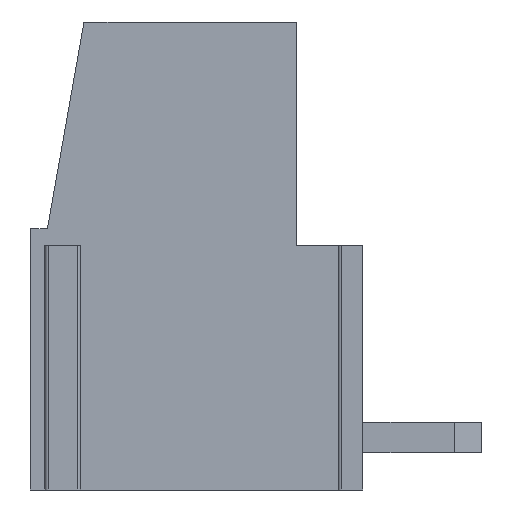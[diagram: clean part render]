
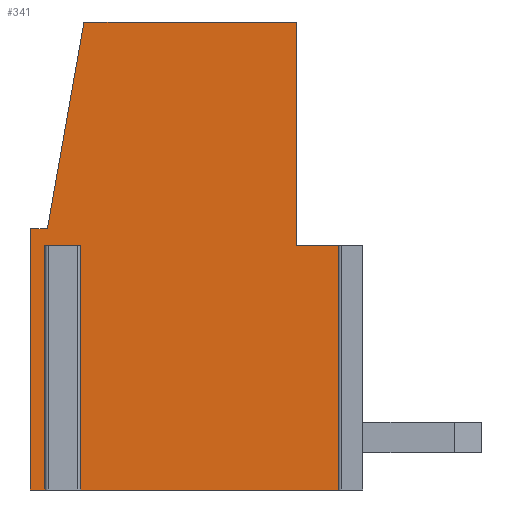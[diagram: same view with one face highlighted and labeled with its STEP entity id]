
A CAD part, left-side view. The second image highlights one B-rep face of the part: STEP entity #341.
In plain terms, the highlighted planar face has unit normal (-1, 0, 0).
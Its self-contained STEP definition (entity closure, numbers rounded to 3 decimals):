
#341 = ADVANCED_FACE( 'F0', ( #726 ), #727, .T. );
#726 = FACE_OUTER_BOUND( '', #1172, .T. );
#727 = PLANE( '', #1173 );
#1172 = EDGE_LOOP( '', ( #1943, #1944, #1945, #1946, #1947, #1948, #1949, #1950, #1951, #1952, #1953, #1954 ) );
#1173 = AXIS2_PLACEMENT_3D( '', #1955, #1956, #1957 );
#1943 = ORIENTED_EDGE( '', *, *, #3049, .T. );
#1944 = ORIENTED_EDGE( '', *, *, #3062, .T. );
#1945 = ORIENTED_EDGE( '', *, *, #2988, .T. );
#1946 = ORIENTED_EDGE( '', *, *, #3117, .T. );
#1947 = ORIENTED_EDGE( '', *, *, #2977, .T. );
#1948 = ORIENTED_EDGE( '', *, *, #3024, .F. );
#1949 = ORIENTED_EDGE( '', *, *, #3118, .T. );
#1950 = ORIENTED_EDGE( '', *, *, #3119, .T. );
#1951 = ORIENTED_EDGE( '', *, *, #3120, .T. );
#1952 = ORIENTED_EDGE( '', *, *, #3011, .T. );
#1953 = ORIENTED_EDGE( '', *, *, #2924, .T. );
#1954 = ORIENTED_EDGE( '', *, *, #3095, .T. );
#1955 = CARTESIAN_POINT( '', ( -2.5, 0., 0. ) );
#1956 = DIRECTION( '', ( -1., 0., 0. ) );
#1957 = DIRECTION( '', ( 0., 1., 0. ) );
#2924 = EDGE_CURVE( '', #3548, #3552, #3554, .T. );
#2977 = EDGE_CURVE( '', #3645, #3643, #3646, .T. );
#2988 = EDGE_CURVE( '', #3663, #3661, #3664, .T. );
#3011 = EDGE_CURVE( '', #3700, #3548, #3701, .T. );
#3024 = EDGE_CURVE( '', #3720, #3643, #3721, .T. );
#3049 = EDGE_CURVE( '', #3759, #3757, #3760, .T. );
#3062 = EDGE_CURVE( '', #3757, #3663, #3779, .T. );
#3095 = EDGE_CURVE( '', #3552, #3759, #3829, .T. );
#3117 = EDGE_CURVE( '', #3661, #3645, #3863, .T. );
#3118 = EDGE_CURVE( '', #3720, #3864, #3865, .T. );
#3119 = EDGE_CURVE( '', #3864, #3866, #3867, .T. );
#3120 = EDGE_CURVE( '', #3866, #3700, #3868, .T. );
#3548 = VERTEX_POINT( '', #4434 );
#3552 = VERTEX_POINT( '', #4440 );
#3554 = LINE( '', #4443, #4444 );
#3643 = VERTEX_POINT( '', #4574 );
#3645 = VERTEX_POINT( '', #4577 );
#3646 = LINE( '', #4578, #4579 );
#3661 = VERTEX_POINT( '', #4601 );
#3663 = VERTEX_POINT( '', #4604 );
#3664 = LINE( '', #4605, #4606 );
#3700 = VERTEX_POINT( '', #4655 );
#3701 = LINE( '', #4656, #4657 );
#3720 = VERTEX_POINT( '', #4685 );
#3721 = LINE( '', #4686, #4687 );
#3757 = VERTEX_POINT( '', #4738 );
#3759 = VERTEX_POINT( '', #4741 );
#3760 = LINE( '', #4742, #4743 );
#3779 = LINE( '', #4771, #4772 );
#3829 = LINE( '', #4846, #4847 );
#3863 = LINE( '', #4896, #4897 );
#3864 = VERTEX_POINT( '', #4898 );
#3865 = LINE( '', #4899, #4900 );
#3866 = VERTEX_POINT( '', #4901 );
#3867 = LINE( '', #4902, #4903 );
#3868 = LINE( '', #4904, #4905 );
#4434 = CARTESIAN_POINT( '', ( -2.5, -7.85, 7.2 ) );
#4440 = CARTESIAN_POINT( '', ( -2.5, -7.85, 13.8 ) );
#4443 = CARTESIAN_POINT( '', ( -2.5, -7.85, 0. ) );
#4444 = VECTOR( '', #5491, 1000. );
#4574 = CARTESIAN_POINT( '', ( -2.5, -0.696, 7.2 ) );
#4577 = CARTESIAN_POINT( '', ( -2.5, -0.696, 0. ) );
#4578 = CARTESIAN_POINT( '', ( -2.5, -0.696, 0. ) );
#4579 = VECTOR( '', #5540, 1000. );
#4601 = CARTESIAN_POINT( '', ( -2.5, 0., 0. ) );
#4604 = CARTESIAN_POINT( '', ( -2.5, 0., 7.7 ) );
#4605 = CARTESIAN_POINT( '', ( -2.5, 0., -11.5 ) );
#4606 = VECTOR( '', #5549, 1000. );
#4655 = CARTESIAN_POINT( '', ( -2.5, -9.346, 7.2 ) );
#4656 = CARTESIAN_POINT( '', ( -2.5, 0., 7.2 ) );
#4657 = VECTOR( '', #5575, 1000. );
#4685 = CARTESIAN_POINT( '', ( -2.5, -1.204, 7.2 ) );
#4686 = CARTESIAN_POINT( '', ( -2.5, 0., 7.2 ) );
#4687 = VECTOR( '', #5585, 1000. );
#4738 = CARTESIAN_POINT( '', ( -2.5, -0.5, 7.7 ) );
#4741 = CARTESIAN_POINT( '', ( -2.5, -1.576, 13.8 ) );
#4742 = CARTESIAN_POINT( '', ( -2.5, 2.798, -11.007 ) );
#4743 = VECTOR( '', #5608, 1000. );
#4771 = CARTESIAN_POINT( '', ( -2.5, 0., 7.7 ) );
#4772 = VECTOR( '', #5618, 1000. );
#4846 = CARTESIAN_POINT( '', ( -2.5, 0., 13.8 ) );
#4847 = VECTOR( '', #5643, 1000. );
#4896 = CARTESIAN_POINT( '', ( -2.5, 0., 0. ) );
#4897 = VECTOR( '', #5662, 1000. );
#4898 = CARTESIAN_POINT( '', ( -2.5, -1.204, 0. ) );
#4899 = CARTESIAN_POINT( '', ( -2.5, -1.204, 0. ) );
#4900 = VECTOR( '', #5663, 1000. );
#4901 = CARTESIAN_POINT( '', ( -2.5, -9.346, 0. ) );
#4902 = CARTESIAN_POINT( '', ( -2.5, 0., 0. ) );
#4903 = VECTOR( '', #5664, 1000. );
#4904 = CARTESIAN_POINT( '', ( -2.5, -9.346, 0. ) );
#4905 = VECTOR( '', #5665, 1000. );
#5491 = DIRECTION( '', ( 0., 0., 1. ) );
#5540 = DIRECTION( '', ( 0., 0., 1. ) );
#5549 = DIRECTION( '', ( 0., 0., -1. ) );
#5575 = DIRECTION( '', ( 0., 1., 0. ) );
#5585 = DIRECTION( '', ( 0., 1., 0. ) );
#5608 = DIRECTION( '', ( 0., 0.174, -0.985 ) );
#5618 = DIRECTION( '', ( 0., 1., 0. ) );
#5643 = DIRECTION( '', ( 0., 1., 0. ) );
#5662 = DIRECTION( '', ( 0., -1., 0. ) );
#5663 = DIRECTION( '', ( 0., 0., -1. ) );
#5664 = DIRECTION( '', ( 0., -1., 0. ) );
#5665 = DIRECTION( '', ( 0., 0., 1. ) );
